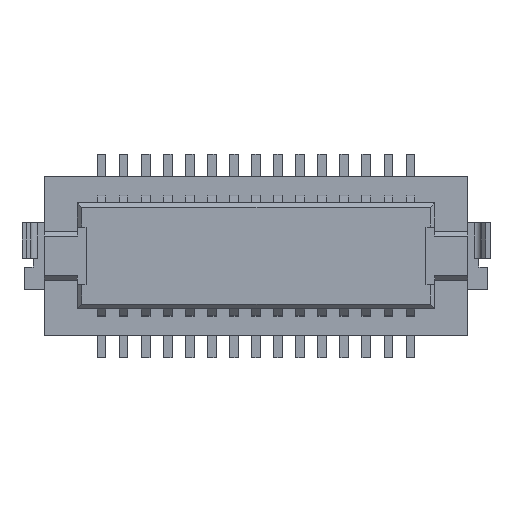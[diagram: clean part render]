
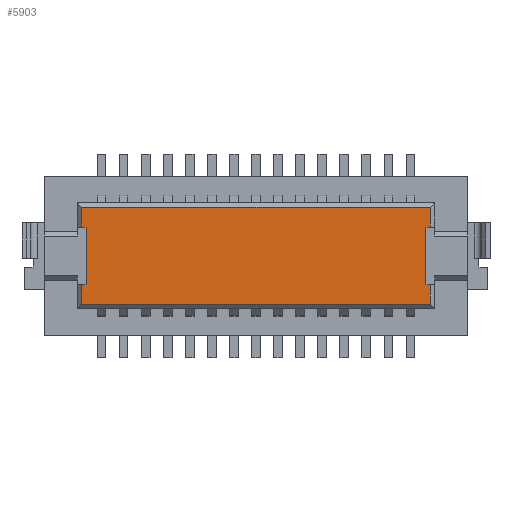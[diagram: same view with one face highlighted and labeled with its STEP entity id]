
A CAD part, top view. The second image highlights one B-rep face of the part: STEP entity #5903.
In plain terms, the highlighted planar face has unit normal (0, 0, 1).
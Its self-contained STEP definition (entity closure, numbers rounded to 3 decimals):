
#4805=CARTESIAN_POINT('',(-3.95,-1.1,2.7));
#4806=VERTEX_POINT('',#4805);
#4807=CARTESIAN_POINT('',(3.95,-1.1,2.7));
#4808=VERTEX_POINT('',#4807);
#4809=CARTESIAN_POINT('',(-3.95,-1.1,2.7));
#4810=DIRECTION('',(1.0,0.0,0.0));
#4811=VECTOR('',#4810,7.9);
#4812=LINE('',#4809,#4811);
#4813=EDGE_CURVE('',#4806,#4808,#4812,.T.);
#5768=CARTESIAN_POINT('',(3.95,1.1,2.7));
#5769=VERTEX_POINT('',#5768);
#5770=CARTESIAN_POINT('',(-3.95,1.1,2.7));
#5771=VERTEX_POINT('',#5770);
#5772=CARTESIAN_POINT('',(3.95,1.1,2.7));
#5773=DIRECTION('',(-1.0,0.0,0.0));
#5774=VECTOR('',#5773,7.9);
#5775=LINE('',#5772,#5774);
#5776=EDGE_CURVE('',#5769,#5771,#5775,.T.);
#5799=CARTESIAN_POINT('',(-3.95,0.65,2.7));
#5800=VERTEX_POINT('',#5799);
#5801=CARTESIAN_POINT('',(-3.95,1.1,2.7));
#5802=DIRECTION('',(0.0,-1.0,0.0));
#5803=VECTOR('',#5802,0.45);
#5804=LINE('',#5801,#5803);
#5805=EDGE_CURVE('',#5771,#5800,#5804,.T.);
#5825=CARTESIAN_POINT('',(-4.345,-1.21,2.7));
#5826=DIRECTION('',(0.0,0.0,1.0));
#5827=DIRECTION('',(1.0,0.0,0.0));
#5828=AXIS2_PLACEMENT_3D('',#5825,#5826,#5827);
#5829=PLANE('',#5828);
#5830=ORIENTED_EDGE('',*,*,#5776,.T.);
#5831=ORIENTED_EDGE('',*,*,#5805,.T.);
#5832=CARTESIAN_POINT('',(-3.85,0.65,2.7));
#5833=VERTEX_POINT('',#5832);
#5834=CARTESIAN_POINT('',(-3.95,0.65,2.7));
#5835=DIRECTION('',(1.0,0.0,0.0));
#5836=VECTOR('',#5835,0.1);
#5837=LINE('',#5834,#5836);
#5838=EDGE_CURVE('',#5800,#5833,#5837,.T.);
#5839=ORIENTED_EDGE('',*,*,#5838,.T.);
#5840=CARTESIAN_POINT('',(-3.85,-0.65,2.7));
#5841=VERTEX_POINT('',#5840);
#5842=CARTESIAN_POINT('',(-3.85,0.65,2.7));
#5843=DIRECTION('',(0.0,-1.0,0.0));
#5844=VECTOR('',#5843,1.3);
#5845=LINE('',#5842,#5844);
#5846=EDGE_CURVE('',#5833,#5841,#5845,.T.);
#5847=ORIENTED_EDGE('',*,*,#5846,.T.);
#5848=CARTESIAN_POINT('',(-3.95,-0.65,2.7));
#5849=VERTEX_POINT('',#5848);
#5850=CARTESIAN_POINT('',(-3.85,-0.65,2.7));
#5851=DIRECTION('',(-1.0,0.0,0.0));
#5852=VECTOR('',#5851,0.1);
#5853=LINE('',#5850,#5852);
#5854=EDGE_CURVE('',#5841,#5849,#5853,.T.);
#5855=ORIENTED_EDGE('',*,*,#5854,.T.);
#5856=CARTESIAN_POINT('',(-3.95,-0.65,2.7));
#5857=DIRECTION('',(0.0,-1.0,0.0));
#5858=VECTOR('',#5857,0.45);
#5859=LINE('',#5856,#5858);
#5860=EDGE_CURVE('',#5849,#4806,#5859,.T.);
#5861=ORIENTED_EDGE('',*,*,#5860,.T.);
#5862=ORIENTED_EDGE('',*,*,#4813,.T.);
#5863=CARTESIAN_POINT('',(3.95,-0.65,2.7));
#5864=VERTEX_POINT('',#5863);
#5865=CARTESIAN_POINT('',(3.95,-1.1,2.7));
#5866=DIRECTION('',(0.0,1.0,0.0));
#5867=VECTOR('',#5866,0.45);
#5868=LINE('',#5865,#5867);
#5869=EDGE_CURVE('',#4808,#5864,#5868,.T.);
#5870=ORIENTED_EDGE('',*,*,#5869,.T.);
#5871=CARTESIAN_POINT('',(3.85,-0.65,2.7));
#5872=VERTEX_POINT('',#5871);
#5873=CARTESIAN_POINT('',(3.95,-0.65,2.7));
#5874=DIRECTION('',(-1.0,0.0,0.0));
#5875=VECTOR('',#5874,0.1);
#5876=LINE('',#5873,#5875);
#5877=EDGE_CURVE('',#5864,#5872,#5876,.T.);
#5878=ORIENTED_EDGE('',*,*,#5877,.T.);
#5879=CARTESIAN_POINT('',(3.85,0.65,2.7));
#5880=VERTEX_POINT('',#5879);
#5881=CARTESIAN_POINT('',(3.85,-0.65,2.7));
#5882=DIRECTION('',(0.0,1.0,0.0));
#5883=VECTOR('',#5882,1.3);
#5884=LINE('',#5881,#5883);
#5885=EDGE_CURVE('',#5872,#5880,#5884,.T.);
#5886=ORIENTED_EDGE('',*,*,#5885,.T.);
#5887=CARTESIAN_POINT('',(3.95,0.65,2.7));
#5888=VERTEX_POINT('',#5887);
#5889=CARTESIAN_POINT('',(3.85,0.65,2.7));
#5890=DIRECTION('',(1.0,0.0,0.0));
#5891=VECTOR('',#5890,0.1);
#5892=LINE('',#5889,#5891);
#5893=EDGE_CURVE('',#5880,#5888,#5892,.T.);
#5894=ORIENTED_EDGE('',*,*,#5893,.T.);
#5895=CARTESIAN_POINT('',(3.95,0.65,2.7));
#5896=DIRECTION('',(0.0,1.0,0.0));
#5897=VECTOR('',#5896,0.45);
#5898=LINE('',#5895,#5897);
#5899=EDGE_CURVE('',#5888,#5769,#5898,.T.);
#5900=ORIENTED_EDGE('',*,*,#5899,.T.);
#5901=EDGE_LOOP('',(#5830,#5831,#5839,#5847,#5855,#5861,#5862,#5870,#5878,#5886,#5894,#5900));
#5902=FACE_OUTER_BOUND('',#5901,.T.);
#5903=ADVANCED_FACE('',(#5902),#5829,.T.);
